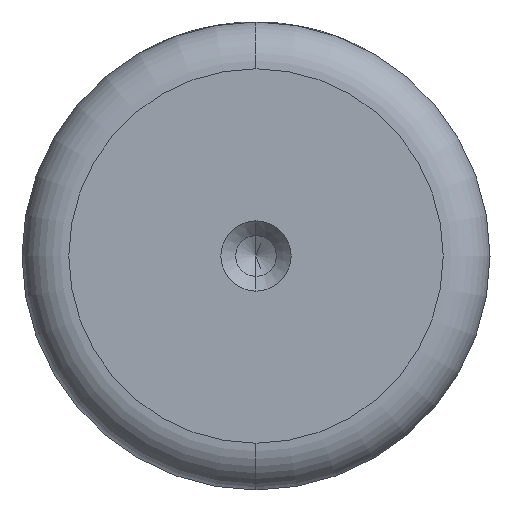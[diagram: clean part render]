
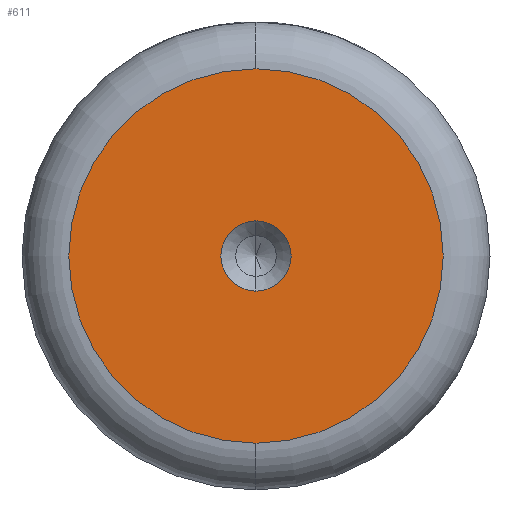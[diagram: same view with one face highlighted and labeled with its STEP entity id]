
A CAD part, left-side view. The second image highlights one B-rep face of the part: STEP entity #611.
In plain terms, the highlighted planar face has unit normal (-1, 0, 0).
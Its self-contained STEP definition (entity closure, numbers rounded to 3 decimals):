
#31 = VERTEX_POINT ( 'NONE', #913 ) ;
#68 = CARTESIAN_POINT ( 'NONE',  ( 0., 0., 0. ) ) ;
#100 = EDGE_CURVE ( 'NONE', #923, #887, #190, .T. ) ;
#103 = CIRCLE ( 'NONE', #960, 2.25 ) ;
#143 = ORIENTED_EDGE ( 'NONE', *, *, #1206, .T. ) ;
#181 = CARTESIAN_POINT ( 'NONE',  ( 0., 0., 0. ) ) ;
#190 = CIRCLE ( 'NONE', #742, 12. ) ;
#191 = DIRECTION ( 'NONE',  ( 0., 0., 1. ) ) ;
#302 = DIRECTION ( 'NONE',  ( 0., 0., 1. ) ) ;
#303 = CARTESIAN_POINT ( 'NONE',  ( 0., 0., 0. ) ) ;
#321 = PLANE ( 'NONE',  #1169 ) ;
#354 = CIRCLE ( 'NONE', #976, 12. ) ;
#367 = CARTESIAN_POINT ( 'NONE',  ( 0., 0., 2.25 ) ) ;
#418 = EDGE_CURVE ( 'NONE', #31, #1020, #103, .T. ) ;
#420 = DIRECTION ( 'NONE',  ( 0., 0., 1. ) ) ;
#461 = ORIENTED_EDGE ( 'NONE', *, *, #418, .F. ) ;
#609 = EDGE_LOOP ( 'NONE', ( #671, #461 ) ) ;
#611 = ADVANCED_FACE ( 'NONE', ( #1392, #811 ), #321, .T. ) ;
#650 = CARTESIAN_POINT ( 'NONE',  ( 0., 0., 0. ) ) ;
#671 = ORIENTED_EDGE ( 'NONE', *, *, #1151, .F. ) ;
#730 = DIRECTION ( 'NONE',  ( -1., 0., 0. ) ) ;
#742 = AXIS2_PLACEMENT_3D ( 'NONE', #303, #1039, #420 ) ;
#752 = CARTESIAN_POINT ( 'NONE',  ( 0., 0., -12. ) ) ;
#754 = DIRECTION ( 'NONE',  ( 0., 0., 1. ) ) ;
#811 = FACE_OUTER_BOUND ( 'NONE', #1182, .T. ) ;
#832 = DIRECTION ( 'NONE',  ( -1., 0., 0. ) ) ;
#838 = AXIS2_PLACEMENT_3D ( 'NONE', #181, #934, #302 ) ;
#841 = CARTESIAN_POINT ( 'NONE',  ( 0., 0., 0. ) ) ;
#844 = ORIENTED_EDGE ( 'NONE', *, *, #100, .T. ) ;
#887 = VERTEX_POINT ( 'NONE', #1072 ) ;
#904 = CIRCLE ( 'NONE', #838, 2.25 ) ;
#913 = CARTESIAN_POINT ( 'NONE',  ( 0., 0., -2.25 ) ) ;
#923 = VERTEX_POINT ( 'NONE', #752 ) ;
#934 = DIRECTION ( 'NONE',  ( -1., 0., 0. ) ) ;
#960 = AXIS2_PLACEMENT_3D ( 'NONE', #68, #832, #191 ) ;
#976 = AXIS2_PLACEMENT_3D ( 'NONE', #650, #1404, #754 ) ;
#1020 = VERTEX_POINT ( 'NONE', #367 ) ;
#1039 = DIRECTION ( 'NONE',  ( -1., 0., 0. ) ) ;
#1050 = DIRECTION ( 'NONE',  ( 0., 0., 1. ) ) ;
#1072 = CARTESIAN_POINT ( 'NONE',  ( 0., 0., 12. ) ) ;
#1151 = EDGE_CURVE ( 'NONE', #1020, #31, #904, .T. ) ;
#1169 = AXIS2_PLACEMENT_3D ( 'NONE', #841, #730, #1050 ) ;
#1182 = EDGE_LOOP ( 'NONE', ( #143, #844 ) ) ;
#1206 = EDGE_CURVE ( 'NONE', #887, #923, #354, .T. ) ;
#1392 = FACE_BOUND ( 'NONE', #609, .T. ) ;
#1404 = DIRECTION ( 'NONE',  ( -1., 0., 0. ) ) ;
